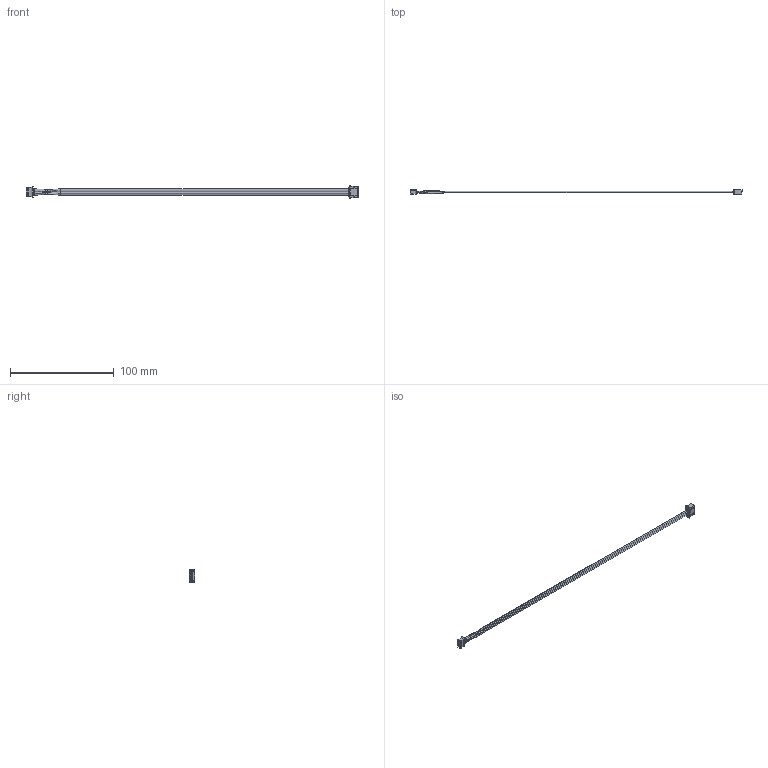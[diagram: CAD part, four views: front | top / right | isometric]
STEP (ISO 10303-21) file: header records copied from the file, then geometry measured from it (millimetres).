
FILE_DESCRIPTION (( 'STEP AP214' ), '1' );
FILE_NAME ('am-3926b-1200 NeveRest to Expansion Hub Encoder Cable 12IN.STEP', '2024-05-22T18:52:08', ( '' ), ( '' ), 'SwSTEP 2.0', 'SolidWorks 2024', '' );
FILE_SCHEMA (( 'AUTOMOTIVE_DESIGN' ));
Length unit declared in the file: inch
Products named in the file (4): PHR-4; XHP-4; NeveRest Encoder Wire 12IN; am-3926b-1200 NeveRest to Expansion Hub Encoder Cable 12IN
Assembly tree (3 placements, depth 2):
  am-3926b-1200 NeveRest to Expansion Hub Encoder Cable 12IN
    NeveRest Encoder Wire 12IN
    XHP-4
    PHR-4
Bounding box: 320.14 x 5.7 x 12.3 mm (x, y, z)
Volume: 2705.7 mm3; surface area: 6562.2 mm2
Topology: 6 solids, 6 shells, 250 faces, 613 edges, 387 vertices
Faces by surface type: plane 199, torus 32, bspline 11, cylinder 8
Entity records: 9463 total; most frequent: CARTESIAN_POINT 3461, ORIENTED_EDGE 1226, DIRECTION 1170, EDGE_CURVE 613, VECTOR 480, LINE 480, VERTEX_POINT 387, AXIS2_PLACEMENT_3D 345
